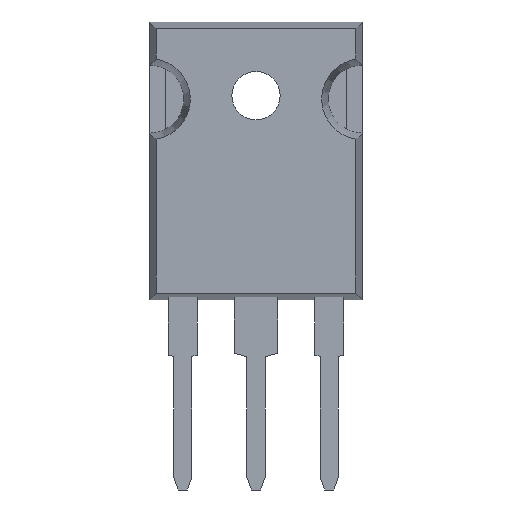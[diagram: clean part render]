
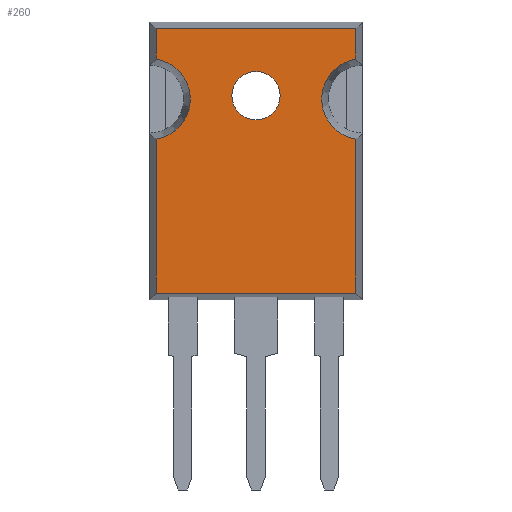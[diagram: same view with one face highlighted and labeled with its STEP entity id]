
A CAD part, front view. The second image highlights one B-rep face of the part: STEP entity #260.
In plain terms, the highlighted planar face has unit normal (0, -1, 0).
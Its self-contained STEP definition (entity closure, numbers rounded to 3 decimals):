
#260=ADVANCED_FACE('',(#871,#873),#875,.F.);
#871=FACE_BOUND('',#872,.T.);
#872=EDGE_LOOP('',(#1343,#1344,#1345,#1346,#1347,#1348,#1349,#1350));
#873=FACE_BOUND('',#874,.T.);
#874=EDGE_LOOP('',(#1351));
#875=PLANE('',#876);
#876=AXIS2_PLACEMENT_3D('',#877,#878,#879);
#877=CARTESIAN_POINT('',(0.,-2.375,0.));
#878=DIRECTION('',(-0.,1.,0.));
#879=DIRECTION('',(1.,0.,0.));
#1343=ORIENTED_EDGE('',*,*,#1653,.F.);
#1344=ORIENTED_EDGE('',*,*,#1663,.F.);
#1345=ORIENTED_EDGE('',*,*,#1658,.F.);
#1346=ORIENTED_EDGE('',*,*,#1664,.T.);
#1347=ORIENTED_EDGE('',*,*,#1662,.F.);
#1348=ORIENTED_EDGE('',*,*,#1665,.F.);
#1349=ORIENTED_EDGE('',*,*,#1655,.F.);
#1350=ORIENTED_EDGE('',*,*,#1666,.T.);
#1351=ORIENTED_EDGE('',*,*,#1667,.T.);
#1653=EDGE_CURVE('',#1868,#1866,#1870,.T.);
#1655=EDGE_CURVE('',#1871,#1873,#1874,.T.);
#1658=EDGE_CURVE('',#1876,#1878,#1879,.T.);
#1662=EDGE_CURVE('',#1883,#1881,#1885,.T.);
#1663=EDGE_CURVE('',#1878,#1868,#1886,.T.);
#1664=EDGE_CURVE('',#1876,#1881,#1887,.T.);
#1665=EDGE_CURVE('',#1873,#1883,#1888,.T.);
#1666=EDGE_CURVE('',#1871,#1866,#1889,.T.);
#1667=EDGE_CURVE('',#1890,#1890,#1891,.T.);
#1866=VERTEX_POINT('',#2267);
#1868=VERTEX_POINT('',#2275);
#1870=LINE('',#2279,#2280);
#1871=VERTEX_POINT('',#2282);
#1873=VERTEX_POINT('',#2290);
#1874=LINE('',#2291,#2292);
#1876=VERTEX_POINT('',#2297);
#1878=VERTEX_POINT('',#2305);
#1879=LINE('',#2306,#2307);
#1881=VERTEX_POINT('',#2312);
#1883=VERTEX_POINT('',#2320);
#1885=LINE('',#2324,#2325);
#1886=LINE('',#2327,#2328);
#1887=CIRCLE('',#2330,3.023);
#1888=LINE('',#2334,#2335);
#1889=CIRCLE('',#2337,3.023);
#1890=VERTEX_POINT('',#2341);
#1891=CIRCLE('',#2342,1.8);
#2267=CARTESIAN_POINT('',(-7.442,-2.375,16.216));
#2275=CARTESIAN_POINT('',(-7.442,-2.375,4.733));
#2279=CARTESIAN_POINT('',(-7.442,-2.375,4.733));
#2280=VECTOR('',#2281,1.);
#2281=DIRECTION('',(0.,0.,1.));
#2282=CARTESIAN_POINT('',(-7.442,-2.375,22.184));
#2290=CARTESIAN_POINT('',(-7.442,-2.375,24.467));
#2291=CARTESIAN_POINT('',(-7.442,-2.375,22.184));
#2292=VECTOR('',#2293,1.);
#2293=DIRECTION('',(0.,0.,1.));
#2297=CARTESIAN_POINT('',(7.442,-2.375,16.216));
#2305=CARTESIAN_POINT('',(7.442,-2.375,4.733));
#2306=CARTESIAN_POINT('',(7.442,-2.375,16.216));
#2307=VECTOR('',#2308,1.);
#2308=DIRECTION('',(0.,0.,-1.));
#2312=CARTESIAN_POINT('',(7.442,-2.375,22.184));
#2320=CARTESIAN_POINT('',(7.442,-2.375,24.467));
#2324=CARTESIAN_POINT('',(7.442,-2.375,24.467));
#2325=VECTOR('',#2326,1.);
#2326=DIRECTION('',(0.,0.,-1.));
#2327=CARTESIAN_POINT('',(7.442,-2.375,4.733));
#2328=VECTOR('',#2329,1.);
#2329=DIRECTION('',(-1.,0.,0.));
#2330=AXIS2_PLACEMENT_3D('',#2331,#2332,#2333);
#2331=CARTESIAN_POINT('',(7.925,-2.375,19.2));
#2332=DIRECTION('',(-0.,1.,0.));
#2333=DIRECTION('',(-0.16,0.,-0.987));
#2334=CARTESIAN_POINT('',(-7.442,-2.375,24.467));
#2335=VECTOR('',#2336,1.);
#2336=DIRECTION('',(1.,0.,0.));
#2337=AXIS2_PLACEMENT_3D('',#2338,#2339,#2340);
#2338=CARTESIAN_POINT('',(-7.925,-2.375,19.2));
#2339=DIRECTION('',(-0.,1.,0.));
#2340=DIRECTION('',(0.16,0.,0.987));
#2341=CARTESIAN_POINT('',(1.8,-2.375,19.45));
#2342=AXIS2_PLACEMENT_3D('',#2343,#2344,#2345);
#2343=CARTESIAN_POINT('',(0.,-2.375,19.45));
#2344=DIRECTION('',(-0.,1.,0.));
#2345=DIRECTION('',(1.,0.,0.));
